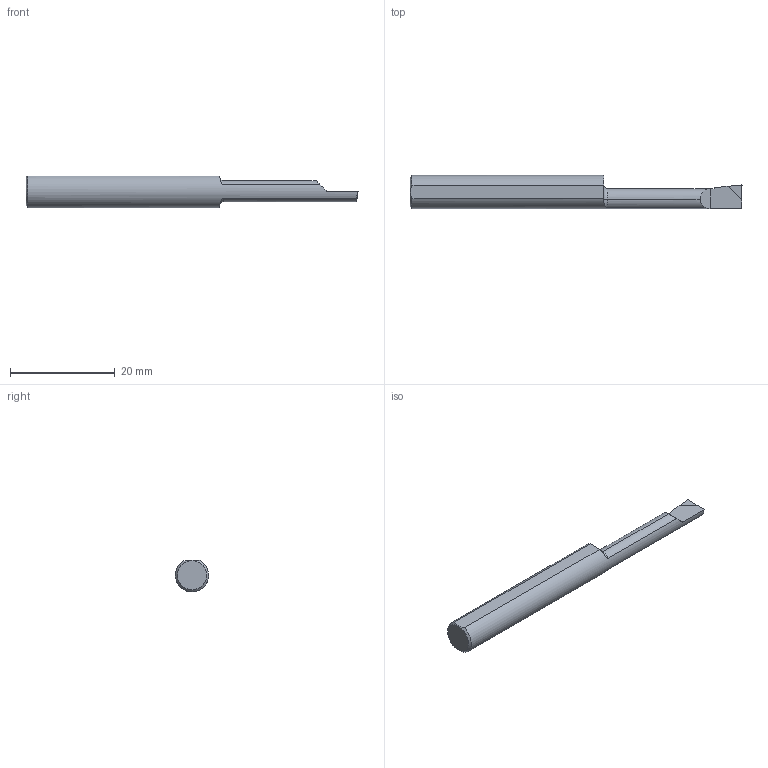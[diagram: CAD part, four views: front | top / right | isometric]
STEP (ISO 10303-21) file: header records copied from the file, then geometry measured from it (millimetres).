
FILE_DESCRIPTION (( 'STEP AP203' ), '1' );
FILE_NAME ('226061-PCD-B1801000.STEP', '2025-04-18T18:49:58', ( '' ), ( '' ), 'SwSTEP 2.0', 'SolidWorks 2024', '' );
FILE_SCHEMA (( 'CONFIG_CONTROL_DESIGN' ));
Length unit declared in the file: inch
Products named in the file (3): 226061-PCD-B1801000; PCD-B180_B1801000; PCD-B180 INSERT_B140 INSERT
Assembly tree (2 placements, depth 2):
  226061-PCD-B1801000
    PCD-B180_B1801000
    PCD-B180 INSERT_B140 INSERT
Bounding box: 63.5 x 6.34 x 6.06 mm (x, y, z)
Volume: 1436.8 mm3; surface area: 1122.1 mm2
Topology: 3 solids, 3 shells, 38 faces, 93 edges, 61 vertices
Faces by surface type: plane 27, cylinder 6, torus 3, cone 2
Entity records: 1448 total; most frequent: CARTESIAN_POINT 272, ORIENTED_EDGE 186, DIRECTION 180, EDGE_CURVE 93, AXIS2_PLACEMENT_3D 61, VERTEX_POINT 61, VECTOR 58, LINE 58
